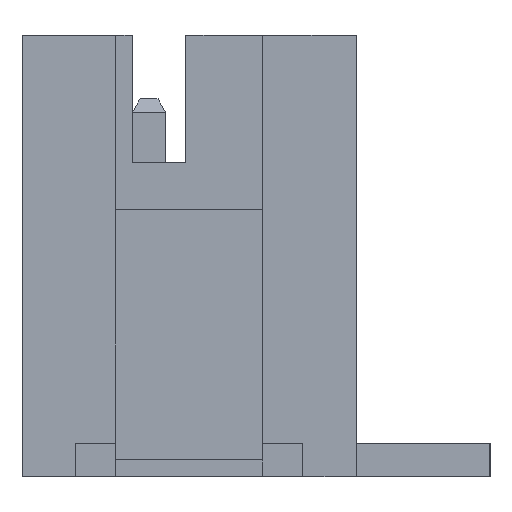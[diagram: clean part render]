
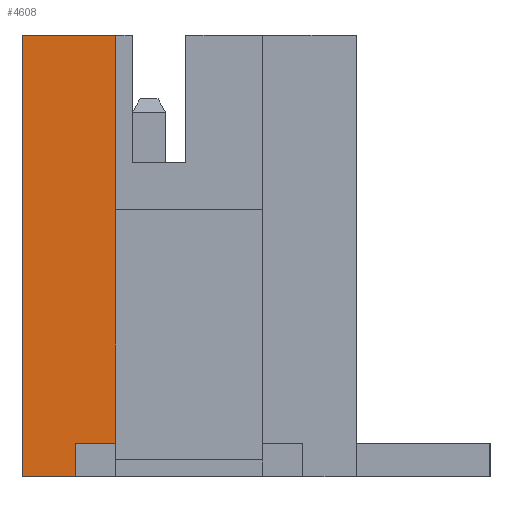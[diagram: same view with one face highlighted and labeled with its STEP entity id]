
A CAD part, left-side view. The second image highlights one B-rep face of the part: STEP entity #4608.
In plain terms, the highlighted planar face has unit normal (-1, 0, 0).
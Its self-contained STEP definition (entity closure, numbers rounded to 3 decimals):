
#2983=CARTESIAN_POINT('',(-11.975,-0.8,0.5));
#2984=VERTEX_POINT('',#2983);
#2991=CARTESIAN_POINT('',(-11.975,-0.8,-0.0));
#2992=VERTEX_POINT('',#2991);
#2993=CARTESIAN_POINT('',(-11.975,-0.8,0.25));
#2994=DIRECTION('',(-0.0,0.,1.0));
#2995=VECTOR('',#2994,1.0);
#2996=LINE('',#2993,#2995);
#2997=EDGE_CURVE('n� 1896',#2992,#2984,#2996,.T.);
#3906=CARTESIAN_POINT('',(-11.975,-1.4,0.5));
#3907=VERTEX_POINT('',#3906);
#3914=CARTESIAN_POINT('',(-11.975,-2.5,0.5));
#3915=DIRECTION('',(-0.0,1.0,0.));
#3916=VECTOR('',#3915,1.0);
#3917=LINE('',#3914,#3916);
#3918=EDGE_CURVE('n� 1180',#3907,#2984,#3917,.T.);
#4066=CARTESIAN_POINT('',(-11.975,-0.0,6.6));
#4067=VERTEX_POINT('',#4066);
#4074=CARTESIAN_POINT('',(-11.975,-1.4,6.6));
#4075=VERTEX_POINT('',#4074);
#4076=CARTESIAN_POINT('',(-11.975,-0.825,6.6));
#4077=DIRECTION('',(-0.0,1.0,0.0));
#4078=VECTOR('',#4077,1.0);
#4079=LINE('',#4076,#4078);
#4080=EDGE_CURVE('n� 1005',#4075,#4067,#4079,.T.);
#4352=CARTESIAN_POINT('',(-11.975,-0.0,-0.0));
#4353=VERTEX_POINT('',#4352);
#4354=CARTESIAN_POINT('',(-11.975,-3.5,-0.0));
#4355=DIRECTION('',(0.0,-1.0,-0.0));
#4356=VECTOR('',#4355,1.0);
#4357=LINE('',#4354,#4356);
#4358=EDGE_CURVE('n� 707',#4353,#2992,#4357,.T.);
#4422=CARTESIAN_POINT('',(-11.975,-0.0,3.3));
#4423=DIRECTION('',(0.0,0.0,-1.0));
#4424=VECTOR('',#4423,1.0);
#4425=LINE('',#4422,#4424);
#4426=EDGE_CURVE('n� 311',#4067,#4353,#4425,.T.);
#4590=ORIENTED_EDGE('',*,*,#4426,.T.);
#4591=ORIENTED_EDGE('',*,*,#4358,.T.);
#4592=ORIENTED_EDGE('',*,*,#2997,.T.);
#4593=ORIENTED_EDGE('',*,*,#3918,.F.);
#4594=CARTESIAN_POINT('',(-11.975,-1.4,3.55));
#4595=DIRECTION('',(0.0,-0.0,1.0));
#4596=VECTOR('',#4595,1.0);
#4597=LINE('',#4594,#4596);
#4598=EDGE_CURVE('n� 168',#3907,#4075,#4597,.T.);
#4599=ORIENTED_EDGE('',*,*,#4598,.T.);
#4600=ORIENTED_EDGE('',*,*,#4080,.T.);
#4601=EDGE_LOOP('',(#4590,#4591,#4592,#4593,#4599,#4600));
#4602=FACE_OUTER_BOUND('',#4601,.T.);
#4603=CARTESIAN_POINT('',(-11.975,-0.0,-0.0));
#4604=DIRECTION('',(-1.0,-0.0,-0.0));
#4605=DIRECTION('',(0.0,-1.0,-0.0));
#4606=AXIS2_PLACEMENT_3D('',#4603,#4604,#4605);
#4607=PLANE('',#4606);
#4608=ADVANCED_FACE('n� 307',(#4602),#4607,.T.);
